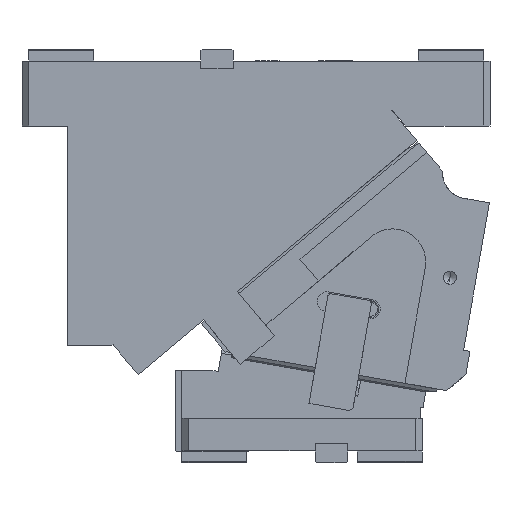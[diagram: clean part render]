
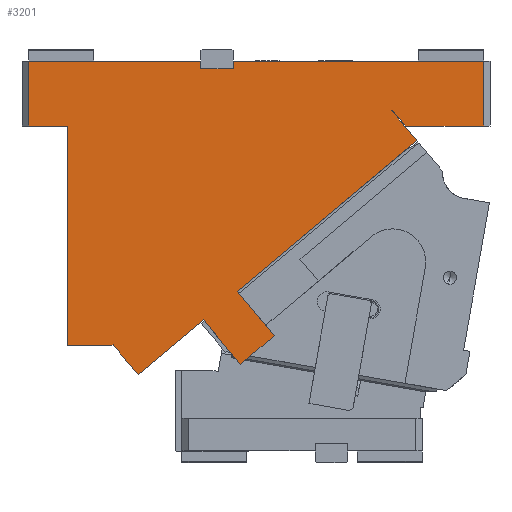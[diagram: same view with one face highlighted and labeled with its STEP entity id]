
A CAD part, front view. The second image highlights one B-rep face of the part: STEP entity #3201.
In plain terms, the highlighted planar face has unit normal (0, -1, 0).
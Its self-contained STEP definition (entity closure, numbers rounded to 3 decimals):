
#148=CARTESIAN_POINT('Vertex',(35.,-125.,-50.)) ;
#151=CARTESIAN_POINT('Line Origine',(20.,-125.,-50.)) ;
#155=CARTESIAN_POINT('Vertex',(5.,-125.,-50.)) ;
#944=CARTESIAN_POINT('Line Origine',(5.,-125.,-25.)) ;
#948=CARTESIAN_POINT('Vertex',(5.,-125.,0.)) ;
#1166=CARTESIAN_POINT('Vertex',(194.126,-125.,-211.369)) ;
#1169=CARTESIAN_POINT('Line Origine',(181.103,-125.,-222.296)) ;
#1173=CARTESIAN_POINT('Vertex',(168.081,-125.,-233.224)) ;
#1197=CARTESIAN_POINT('Vertex',(165.522,-125.,-177.28)) ;
#1202=CARTESIAN_POINT('Line Origine',(179.824,-125.,-194.325)) ;
#1312=CARTESIAN_POINT('Line Origine',(153.779,-125.,-216.179)) ;
#1316=CARTESIAN_POINT('Vertex',(139.477,-125.,-199.135)) ;
#1542=CARTESIAN_POINT('Vertex',(89.301,-125.,-241.237)) ;
#1591=CARTESIAN_POINT('Vertex',(303.793,-125.,-61.257)) ;
#1594=CARTESIAN_POINT('Line Origine',(234.658,-125.,-119.269)) ;
#1599=CARTESIAN_POINT('Line Origine',(114.389,-125.,-220.186)) ;
#1701=CARTESIAN_POINT('Vertex',(355.,-125.,0.)) ;
#1704=CARTESIAN_POINT('Line Origine',(355.,-125.,-25.)) ;
#1708=CARTESIAN_POINT('Vertex',(355.,-125.,-50.)) ;
#2541=CARTESIAN_POINT('Line Origine',(325.,-125.,-50.)) ;
#2545=CARTESIAN_POINT('Vertex',(295.,-125.,-50.)) ;
#2586=CARTESIAN_POINT('Line Origine',(289.946,-125.,-43.977)) ;
#2590=CARTESIAN_POINT('Vertex',(284.893,-125.,-37.954)) ;
#2638=CARTESIAN_POINT('Line Origine',(284.701,-125.,-38.115)) ;
#2642=CARTESIAN_POINT('Vertex',(284.51,-125.,-38.276)) ;
#2808=CARTESIAN_POINT('Line Origine',(294.151,-125.,-49.766)) ;
#3040=CARTESIAN_POINT('Vertex',(137.5,-125.,0.)) ;
#3043=CARTESIAN_POINT('Line Origine',(137.5,-125.,-3.)) ;
#3047=CARTESIAN_POINT('Vertex',(137.5,-125.,-6.)) ;
#3095=CARTESIAN_POINT('Line Origine',(162.5,-125.,-3.)) ;
#3099=CARTESIAN_POINT('Vertex',(162.5,-125.,0.)) ;
#3101=CARTESIAN_POINT('Vertex',(162.5,-125.,-6.)) ;
#3126=CARTESIAN_POINT('Line Origine',(150.,-125.,-6.)) ;
#3138=CARTESIAN_POINT('Axis2P3D Location',(0.,-125.,0.)) ;
#3143=CARTESIAN_POINT('Line Origine',(71.25,-125.,0.)) ;
#3148=CARTESIAN_POINT('Line Origine',(35.,-125.,-134.5)) ;
#3152=CARTESIAN_POINT('Vertex',(35.,-125.,-219.)) ;
#3155=CARTESIAN_POINT('Line Origine',(52.065,-125.,-219.)) ;
#3159=CARTESIAN_POINT('Vertex',(69.131,-125.,-219.)) ;
#3162=CARTESIAN_POINT('Line Origine',(69.574,-125.,-218.628)) ;
#3166=CARTESIAN_POINT('Vertex',(70.017,-125.,-218.256)) ;
#3170=CARTESIAN_POINT('Control Point',(89.301,-125.,-241.237)) ;
#3171=CARTESIAN_POINT('Control Point',(70.017,-125.,-218.256)) ;
#3173=CARTESIAN_POINT('Line Origine',(258.75,-125.,0.)) ;
#152=DIRECTION('Vector Direction',(1.,0.,0.)) ;
#945=DIRECTION('Vector Direction',(0.,0.,-1.)) ;
#1170=DIRECTION('Vector Direction',(0.766,0.,0.643)) ;
#1203=DIRECTION('Vector Direction',(-0.643,0.,0.766)) ;
#1313=DIRECTION('Vector Direction',(-0.643,0.,0.766)) ;
#1595=DIRECTION('Vector Direction',(-0.766,0.,-0.643)) ;
#1600=DIRECTION('Vector Direction',(-0.766,0.,-0.643)) ;
#1705=DIRECTION('Vector Direction',(0.,0.,1.)) ;
#2542=DIRECTION('Vector Direction',(-1.,0.,0.)) ;
#2587=DIRECTION('Vector Direction',(-0.643,0.,0.766)) ;
#2639=DIRECTION('Vector Direction',(-0.766,0.,-0.643)) ;
#2809=DIRECTION('Vector Direction',(0.643,0.,-0.766)) ;
#3044=DIRECTION('Vector Direction',(0.,0.,1.)) ;
#3096=DIRECTION('Vector Direction',(0.,0.,-1.)) ;
#3127=DIRECTION('Vector Direction',(1.,0.,0.)) ;
#3139=DIRECTION('Axis2P3D Direction',(0.,1.,0.)) ;
#3140=DIRECTION('Axis2P3D XDirection',(0.,0.,1.)) ;
#3144=DIRECTION('Vector Direction',(1.,0.,0.)) ;
#3149=DIRECTION('Vector Direction',(0.,0.,-1.)) ;
#3156=DIRECTION('Vector Direction',(-1.,0.,0.)) ;
#3163=DIRECTION('Vector Direction',(-0.766,0.,-0.643)) ;
#3174=DIRECTION('Vector Direction',(1.,0.,0.)) ;
#3141=AXIS2_PLACEMENT_3D('Plane Axis2P3D',#3138,#3139,#3140) ;
#3179=ORIENTED_EDGE('',*,*,#3130,.F.) ;
#3180=ORIENTED_EDGE('',*,*,#3049,.T.) ;
#3181=ORIENTED_EDGE('',*,*,#3147,.F.) ;
#3182=ORIENTED_EDGE('',*,*,#950,.T.) ;
#3183=ORIENTED_EDGE('',*,*,#157,.T.) ;
#3184=ORIENTED_EDGE('',*,*,#3154,.T.) ;
#3185=ORIENTED_EDGE('',*,*,#3161,.F.) ;
#3186=ORIENTED_EDGE('',*,*,#3168,.F.) ;
#3187=ORIENTED_EDGE('',*,*,#3172,.T.) ;
#3188=ORIENTED_EDGE('',*,*,#1603,.T.) ;
#3189=ORIENTED_EDGE('',*,*,#1318,.F.) ;
#3190=ORIENTED_EDGE('',*,*,#1175,.T.) ;
#3191=ORIENTED_EDGE('',*,*,#1206,.T.) ;
#3192=ORIENTED_EDGE('',*,*,#1598,.T.) ;
#3193=ORIENTED_EDGE('',*,*,#2812,.T.) ;
#3194=ORIENTED_EDGE('',*,*,#2644,.F.) ;
#3195=ORIENTED_EDGE('',*,*,#2592,.F.) ;
#3196=ORIENTED_EDGE('',*,*,#2547,.F.) ;
#3197=ORIENTED_EDGE('',*,*,#1710,.T.) ;
#3198=ORIENTED_EDGE('',*,*,#3177,.F.) ;
#3199=ORIENTED_EDGE('',*,*,#3103,.T.) ;
#153=VECTOR('Line Direction',#152,1.) ;
#946=VECTOR('Line Direction',#945,1.) ;
#1171=VECTOR('Line Direction',#1170,1.) ;
#1204=VECTOR('Line Direction',#1203,1.) ;
#1314=VECTOR('Line Direction',#1313,1.) ;
#1596=VECTOR('Line Direction',#1595,1.) ;
#1601=VECTOR('Line Direction',#1600,1.) ;
#1706=VECTOR('Line Direction',#1705,1.) ;
#2543=VECTOR('Line Direction',#2542,1.) ;
#2588=VECTOR('Line Direction',#2587,1.) ;
#2640=VECTOR('Line Direction',#2639,1.) ;
#2810=VECTOR('Line Direction',#2809,1.) ;
#3045=VECTOR('Line Direction',#3044,1.) ;
#3097=VECTOR('Line Direction',#3096,1.) ;
#3128=VECTOR('Line Direction',#3127,1.) ;
#3145=VECTOR('Line Direction',#3144,1.) ;
#3150=VECTOR('Line Direction',#3149,1.) ;
#3157=VECTOR('Line Direction',#3156,1.) ;
#3164=VECTOR('Line Direction',#3163,1.) ;
#3175=VECTOR('Line Direction',#3174,1.) ;
#3201=ADVANCED_FACE('CAM HOLDER',(#3200),#3142,.F.) ;
#3169=B_SPLINE_CURVE_WITH_KNOTS('',1,(#3170,#3171),.UNSPECIFIED.,.F.,.U.,(2,2),(0.,30.),.UNSPECIFIED.) ;
#157=EDGE_CURVE('',#156,#149,#154,.T.) ;
#950=EDGE_CURVE('',#949,#156,#947,.T.) ;
#1175=EDGE_CURVE('',#1174,#1167,#1172,.T.) ;
#1206=EDGE_CURVE('',#1167,#1198,#1205,.T.) ;
#1318=EDGE_CURVE('',#1174,#1317,#1315,.T.) ;
#1598=EDGE_CURVE('',#1198,#1592,#1597,.F.) ;
#1603=EDGE_CURVE('',#1543,#1317,#1602,.F.) ;
#1710=EDGE_CURVE('',#1709,#1702,#1707,.T.) ;
#2547=EDGE_CURVE('',#1709,#2546,#2544,.T.) ;
#2592=EDGE_CURVE('',#2546,#2591,#2589,.T.) ;
#2644=EDGE_CURVE('',#2591,#2643,#2641,.T.) ;
#2812=EDGE_CURVE('',#1592,#2643,#2811,.F.) ;
#3049=EDGE_CURVE('',#3048,#3041,#3046,.T.) ;
#3103=EDGE_CURVE('',#3100,#3102,#3098,.T.) ;
#3130=EDGE_CURVE('',#3048,#3102,#3129,.T.) ;
#3147=EDGE_CURVE('',#949,#3041,#3146,.T.) ;
#3154=EDGE_CURVE('',#149,#3153,#3151,.T.) ;
#3161=EDGE_CURVE('',#3160,#3153,#3158,.T.) ;
#3168=EDGE_CURVE('',#3167,#3160,#3165,.T.) ;
#3172=EDGE_CURVE('',#3167,#1543,#3169,.F.) ;
#3177=EDGE_CURVE('',#3100,#1702,#3176,.T.) ;
#3178=EDGE_LOOP('',(#3179,#3180,#3181,#3182,#3183,#3184,#3185,#3186,#3187,#3188,#3189,#3190,#3191,#3192,#3193,#3194,#3195,#3196,#3197,#3198,#3199)) ;
#3200=FACE_OUTER_BOUND('',#3178,.T.) ;
#154=LINE('Line',#151,#153) ;
#947=LINE('Line',#944,#946) ;
#1172=LINE('Line',#1169,#1171) ;
#1205=LINE('Line',#1202,#1204) ;
#1315=LINE('Line',#1312,#1314) ;
#1597=LINE('Line',#1594,#1596) ;
#1602=LINE('Line',#1599,#1601) ;
#1707=LINE('Line',#1704,#1706) ;
#2544=LINE('Line',#2541,#2543) ;
#2589=LINE('Line',#2586,#2588) ;
#2641=LINE('Line',#2638,#2640) ;
#2811=LINE('Line',#2808,#2810) ;
#3046=LINE('Line',#3043,#3045) ;
#3098=LINE('Line',#3095,#3097) ;
#3129=LINE('Line',#3126,#3128) ;
#3146=LINE('Line',#3143,#3145) ;
#3151=LINE('Line',#3148,#3150) ;
#3158=LINE('Line',#3155,#3157) ;
#3165=LINE('Line',#3162,#3164) ;
#3176=LINE('Line',#3173,#3175) ;
#3142=PLANE('Plane',#3141) ;
#149=VERTEX_POINT('',#148) ;
#156=VERTEX_POINT('',#155) ;
#949=VERTEX_POINT('',#948) ;
#1167=VERTEX_POINT('',#1166) ;
#1174=VERTEX_POINT('',#1173) ;
#1198=VERTEX_POINT('',#1197) ;
#1317=VERTEX_POINT('',#1316) ;
#1543=VERTEX_POINT('',#1542) ;
#1592=VERTEX_POINT('',#1591) ;
#1702=VERTEX_POINT('',#1701) ;
#1709=VERTEX_POINT('',#1708) ;
#2546=VERTEX_POINT('',#2545) ;
#2591=VERTEX_POINT('',#2590) ;
#2643=VERTEX_POINT('',#2642) ;
#3041=VERTEX_POINT('',#3040) ;
#3048=VERTEX_POINT('',#3047) ;
#3100=VERTEX_POINT('',#3099) ;
#3102=VERTEX_POINT('',#3101) ;
#3153=VERTEX_POINT('',#3152) ;
#3160=VERTEX_POINT('',#3159) ;
#3167=VERTEX_POINT('',#3166) ;
